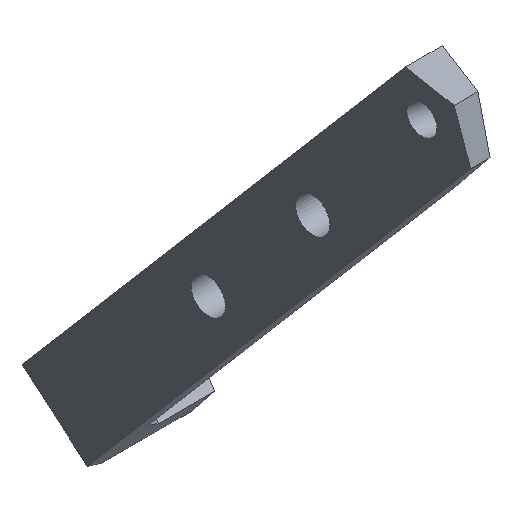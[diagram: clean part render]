
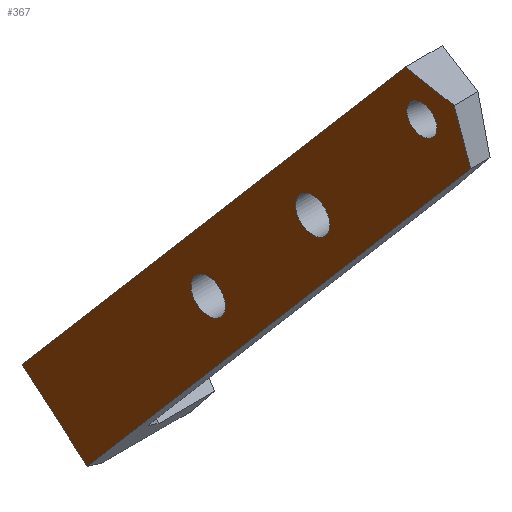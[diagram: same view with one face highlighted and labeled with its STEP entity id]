
A CAD part, isometric view. The second image highlights one B-rep face of the part: STEP entity #367.
In plain terms, the highlighted planar face has unit normal (-1, 0, 0).
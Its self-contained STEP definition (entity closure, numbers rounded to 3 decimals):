
#18=LINE('',#545,#59);
#19=LINE('',#548,#60);
#20=LINE('',#550,#61);
#21=LINE('',#552,#62);
#22=LINE('',#554,#63);
#59=VECTOR('',#442,1000.);
#60=VECTOR('',#443,1000.);
#61=VECTOR('',#444,1000.);
#62=VECTOR('',#445,1000.);
#63=VECTOR('',#446,1000.);
#100=CIRCLE('',#403,1.6);
#101=CIRCLE('',#404,1.6);
#109=ORIENTED_EDGE('',*,*,#211,.T.);
#110=ORIENTED_EDGE('',*,*,#212,.T.);
#111=ORIENTED_EDGE('',*,*,#213,.T.);
#112=ORIENTED_EDGE('',*,*,#214,.T.);
#113=ORIENTED_EDGE('',*,*,#215,.F.);
#114=ORIENTED_EDGE('',*,*,#216,.T.);
#115=ORIENTED_EDGE('',*,*,#217,.T.);
#116=ORIENTED_EDGE('',*,*,#218,.F.);
#211=EDGE_CURVE('',#262,#262,#295,.T.);
#212=EDGE_CURVE('',#263,#263,#100,.T.);
#213=EDGE_CURVE('',#264,#264,#101,.T.);
#214=EDGE_CURVE('',#265,#266,#18,.T.);
#215=EDGE_CURVE('',#267,#266,#19,.T.);
#216=EDGE_CURVE('',#267,#268,#20,.T.);
#217=EDGE_CURVE('',#268,#269,#21,.T.);
#218=EDGE_CURVE('',#265,#269,#22,.T.);
#262=VERTEX_POINT('',#540);
#263=VERTEX_POINT('',#542);
#264=VERTEX_POINT('',#544);
#265=VERTEX_POINT('',#546);
#266=VERTEX_POINT('',#547);
#267=VERTEX_POINT('',#549);
#268=VERTEX_POINT('',#551);
#269=VERTEX_POINT('',#553);
#295=ELLIPSE('',#402,1.398,1.35);
#296=EDGE_LOOP('',(#109));
#297=EDGE_LOOP('',(#110));
#298=EDGE_LOOP('',(#111));
#299=EDGE_LOOP('',(#112,#113,#114,#115,#116));
#324=FACE_BOUND('',#296,.T.);
#325=FACE_BOUND('',#297,.T.);
#326=FACE_BOUND('',#298,.T.);
#327=FACE_BOUND('',#299,.T.);
#352=PLANE('',#401);
#367=ADVANCED_FACE('',(#324,#325,#326,#327),#352,.F.);
#401=AXIS2_PLACEMENT_3D('',#538,#434,#435);
#402=AXIS2_PLACEMENT_3D('',#539,#436,#437);
#403=AXIS2_PLACEMENT_3D('',#541,#438,#439);
#404=AXIS2_PLACEMENT_3D('',#543,#440,#441);
#434=DIRECTION('',(1.,0.,0.));
#435=DIRECTION('',(0.,1.,0.));
#436=DIRECTION('',(1.,0.,0.));
#437=DIRECTION('',(0.,1.,0.));
#438=DIRECTION('',(1.,0.,0.));
#439=DIRECTION('',(0.,-1.,0.));
#440=DIRECTION('',(1.,0.,0.));
#441=DIRECTION('',(0.,-1.,0.));
#442=DIRECTION('',(0.,-0.761,-0.649));
#443=DIRECTION('',(0.,0.649,-0.761));
#444=DIRECTION('',(0.,0.334,0.943));
#445=DIRECTION('',(0.,0.983,0.182));
#446=DIRECTION('',(0.,-0.649,0.761));
#538=CARTESIAN_POINT('',(17.998,-17.,-2.48));
#539=CARTESIAN_POINT('',(17.998,-34.598,19.02));
#540=CARTESIAN_POINT('',(17.998,-35.996,19.02));
#541=CARTESIAN_POINT('',(17.998,-24.414,6.204));
#542=CARTESIAN_POINT('',(17.998,-22.814,6.204));
#543=CARTESIAN_POINT('',(17.998,-14.675,-5.204));
#544=CARTESIAN_POINT('',(17.998,-13.075,-5.204));
#545=CARTESIAN_POINT('',(17.998,-1.87,-23.286));
#546=CARTESIAN_POINT('',(17.998,2.694,-19.391));
#547=CARTESIAN_POINT('',(17.998,-3.391,-24.585));
#548=CARTESIAN_POINT('',(17.998,-39.895,18.179));
#549=CARTESIAN_POINT('',(17.998,-39.145,17.301));
#550=CARTESIAN_POINT('',(17.998,-40.156,14.45));
#551=CARTESIAN_POINT('',(17.998,-37.602,21.655));
#552=CARTESIAN_POINT('',(17.998,-27.815,23.466));
#553=CARTESIAN_POINT('',(17.998,-33.06,22.495));
#554=CARTESIAN_POINT('',(17.998,5.894,-23.14));
